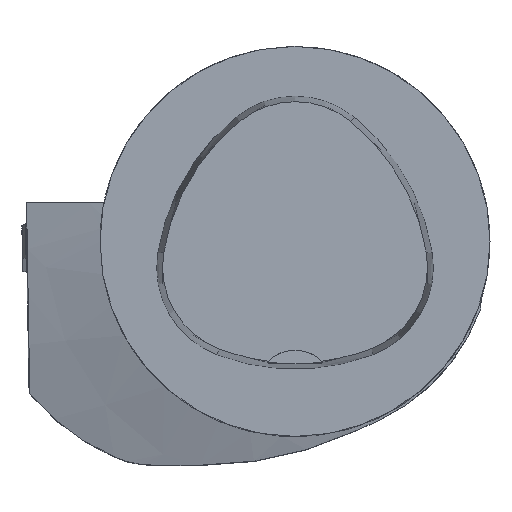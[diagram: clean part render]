
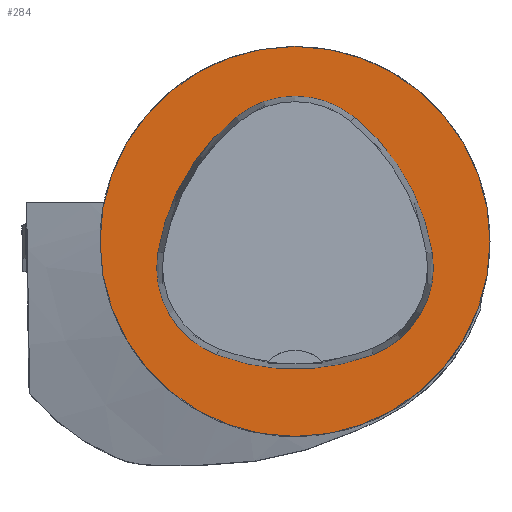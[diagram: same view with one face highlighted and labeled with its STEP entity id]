
A CAD part, top view. The second image highlights one B-rep face of the part: STEP entity #284.
In plain terms, the highlighted planar face has unit normal (0, 0, 1).
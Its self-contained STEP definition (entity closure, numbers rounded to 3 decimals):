
#138=FACE_BOUND('',#537,.T.);
#139=FACE_BOUND('',#538,.T.);
#199=CIRCLE('',#2013,25.);
#200=CIRCLE('',#2019,28.);
#202=CIRCLE('',#2022,12.);
#204=CIRCLE('',#2025,28.);
#206=CIRCLE('',#2028,12.);
#210=CIRCLE('',#2033,28.);
#212=CIRCLE('',#2036,12.);
#284=ADVANCED_FACE('',(#138,#139),#354,.T.);
#354=PLANE('',#2041);
#537=EDGE_LOOP('',(#981,#982,#983,#984,#985,#986));
#538=EDGE_LOOP('',(#987));
#981=ORIENTED_EDGE('',*,*,#1490,.T.);
#982=ORIENTED_EDGE('',*,*,#1470,.T.);
#983=ORIENTED_EDGE('',*,*,#1474,.T.);
#984=ORIENTED_EDGE('',*,*,#1477,.T.);
#985=ORIENTED_EDGE('',*,*,#1480,.T.);
#986=ORIENTED_EDGE('',*,*,#1488,.T.);
#987=ORIENTED_EDGE('',*,*,#1461,.F.);
#1242=VERTEX_POINT('',#3206);
#1251=VERTEX_POINT('',#3225);
#1252=VERTEX_POINT('',#3226);
#1255=VERTEX_POINT('',#3234);
#1257=VERTEX_POINT('',#3240);
#1259=VERTEX_POINT('',#3246);
#1266=VERTEX_POINT('',#3267);
#1461=EDGE_CURVE('',#1242,#1242,#199,.T.);
#1470=EDGE_CURVE('',#1251,#1252,#200,.T.);
#1474=EDGE_CURVE('',#1252,#1255,#202,.T.);
#1477=EDGE_CURVE('',#1255,#1257,#204,.T.);
#1480=EDGE_CURVE('',#1257,#1259,#206,.T.);
#1488=EDGE_CURVE('',#1259,#1266,#210,.T.);
#1490=EDGE_CURVE('',#1266,#1251,#212,.T.);
#2013=AXIS2_PLACEMENT_3D('',#3205,#2428,#2429);
#2019=AXIS2_PLACEMENT_3D('',#3224,#2444,#2445);
#2022=AXIS2_PLACEMENT_3D('',#3233,#2452,#2453);
#2025=AXIS2_PLACEMENT_3D('',#3239,#2459,#2460);
#2028=AXIS2_PLACEMENT_3D('',#3245,#2466,#2467);
#2033=AXIS2_PLACEMENT_3D('',#3268,#2478,#2479);
#2036=AXIS2_PLACEMENT_3D('',#3271,#2484,#2485);
#2041=AXIS2_PLACEMENT_3D('',#3276,#2494,#2495);
#2428=DIRECTION('',(0.,0.,-1.));
#2429=DIRECTION('',(-1.,0.,0.));
#2444=DIRECTION('',(0.,0.,-1.));
#2445=DIRECTION('',(-1.,0.,0.));
#2452=DIRECTION('',(0.,0.,-1.));
#2453=DIRECTION('',(-1.,0.,0.));
#2459=DIRECTION('',(0.,0.,-1.));
#2460=DIRECTION('',(-1.,0.,0.));
#2466=DIRECTION('',(0.,0.,-1.));
#2467=DIRECTION('',(-1.,0.,0.));
#2478=DIRECTION('',(0.,0.,-1.));
#2479=DIRECTION('',(-1.,0.,0.));
#2484=DIRECTION('',(0.,0.,-1.));
#2485=DIRECTION('',(-1.,0.,0.));
#2494=DIRECTION('',(0.,0.,1.));
#2495=DIRECTION('',(1.,0.,0.));
#3205=CARTESIAN_POINT('',(0.,0.,0.));
#3206=CARTESIAN_POINT('',(-25.,0.,0.));
#3224=CARTESIAN_POINT('',(10.068,-5.824,0.));
#3225=CARTESIAN_POINT('',(-17.584,-1.424,0.));
#3226=CARTESIAN_POINT('',(-7.531,15.953,0.));
#3233=CARTESIAN_POINT('',(0.011,6.62,0.));
#3234=CARTESIAN_POINT('',(7.567,15.942,0.));
#3239=CARTESIAN_POINT('',(-10.063,-5.81,0.));
#3240=CARTESIAN_POINT('',(17.59,-1.418,0.));
#3245=CARTESIAN_POINT('',(5.739,-3.3,0.));
#3246=CARTESIAN_POINT('',(10.05,-14.499,0.));
#3267=CARTESIAN_POINT('',(-10.025,-14.516,0.));
#3268=CARTESIAN_POINT('',(-0.01,11.631,0.));
#3271=CARTESIAN_POINT('',(-5.733,-3.31,0.));
#3276=CARTESIAN_POINT('',(0.,0.,0.));
